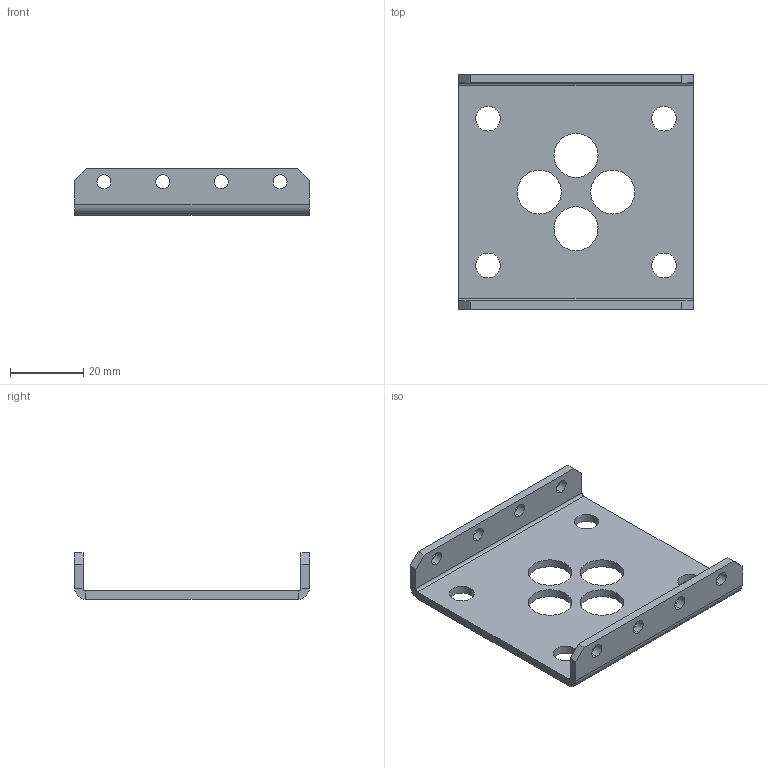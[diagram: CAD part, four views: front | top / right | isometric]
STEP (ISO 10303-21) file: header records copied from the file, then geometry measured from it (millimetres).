
FILE_DESCRIPTION (( 'STEP AP214' ), '1' );
FILE_NAME ('am-3901 PicoBox Servo Shaft Plate REV2.STEP', '2018-06-20T19:44:16', ( '' ), ( '' ), 'SwSTEP 2.0', 'SolidWorks 2017', '' );
FILE_SCHEMA (( 'AUTOMOTIVE_DESIGN' ));
Length unit declared in the file: inch
Products named in the file (1): am-3901 PicoBox Servo Shaft Plate REV2
Bounding box: 64 x 64 x 12.7 mm (x, y, z)
Volume: 10558 mm3; surface area: 10650.9 mm2
Topology: 1 solids, 1 shells, 58 faces, 152 edges, 96 vertices
Faces by surface type: cylinder 36, plane 22
Entity records: 1904 total; most frequent: DIRECTION 342, CARTESIAN_POINT 307, ORIENTED_EDGE 304, EDGE_CURVE 152, AXIS2_PLACEMENT_3D 131, VERTEX_POINT 96, EDGE_LOOP 90, VECTOR 80
